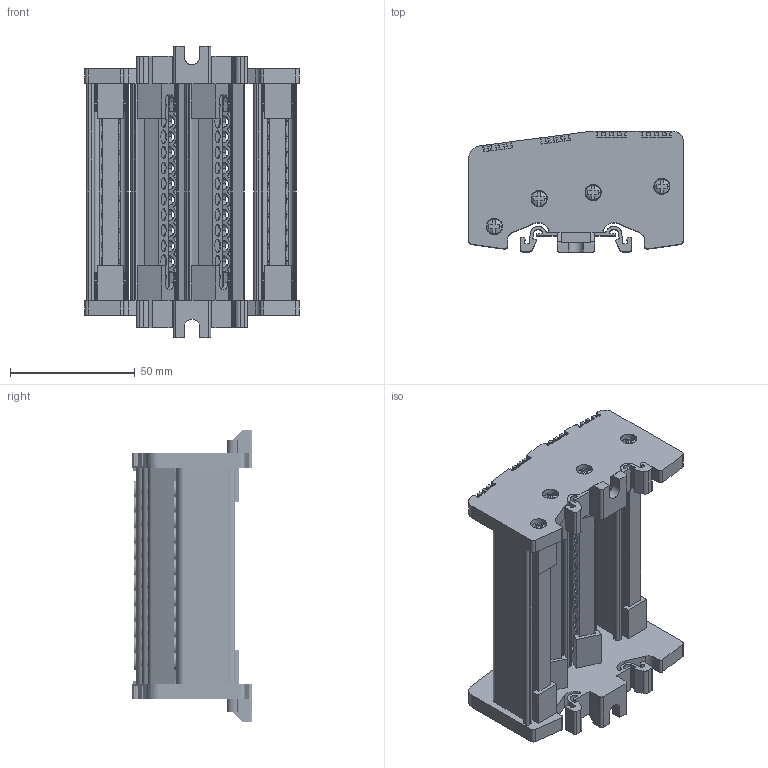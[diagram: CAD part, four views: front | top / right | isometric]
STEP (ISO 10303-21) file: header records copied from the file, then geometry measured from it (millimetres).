
FILE_DESCRIPTION (( 'STEP AP203' ), '1' );
FILE_NAME ('6,5x9 Dört Kutuplu Daðýtýcý Ünite - 12 Delikli.STEP', '2019-01-22T12:51:57', ( '' ), ( '' ), 'SwSTEP 2.0', 'SolidWorks 2011', '' );
FILE_SCHEMA (( 'CONFIG_CONTROL_DESIGN' ));
Products named in the file (1): 6,5x9 Dört Kutuplu Daðýtýcý Ünite - 12 Delikli
Bounding box: 86 x 48.5 x 117 mm (x, y, z)
Volume: 94952.8 mm3; surface area: 89038.2 mm2
Topology: 1 solids, 17 shells, 3785 faces, 11124 edges, 7549 vertices
Faces by surface type: plane 1748, cylinder 1156, cone 739, torus 126, bspline 16
Entity records: 163558 total; most frequent: CARTESIAN_POINT 70460, ORIENTED_EDGE 22248, DIRECTION 15012, EDGE_CURVE 11124, VERTEX_POINT 7549, LINE 5460, VECTOR 5460, AXIS2_PLACEMENT_3D 4776
